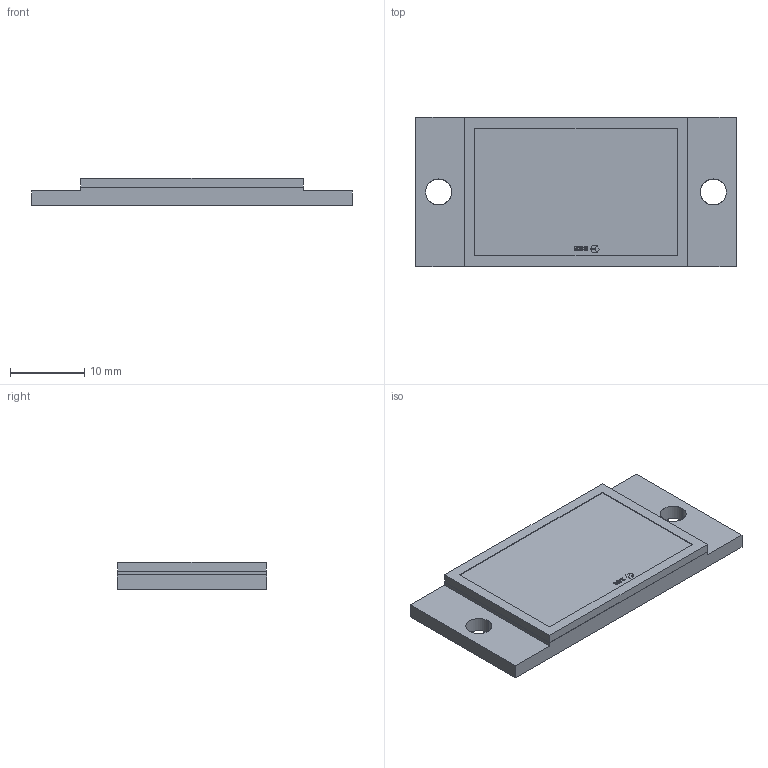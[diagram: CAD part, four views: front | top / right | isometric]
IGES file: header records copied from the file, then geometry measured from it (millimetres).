
Start section: SolidWorks IGES file using analytic representation for surfaces
Global section: file name: M130-20 HOT.IGS; native system: SolidWorks 2017; preprocessor: SolidWorks 2017; author: humarkus; date: 250822.120306; units: millimetre
Bounding box: 43.1 x 20.1 x 3.7 mm (x, y, z)
Surface area: 3385.5 mm2 (no closed solid volume)
Topology: 0 solids, 0 shells, 322 faces, 3362 edges, 3362 vertices
Faces by surface type: bspline 314, revolution 8
